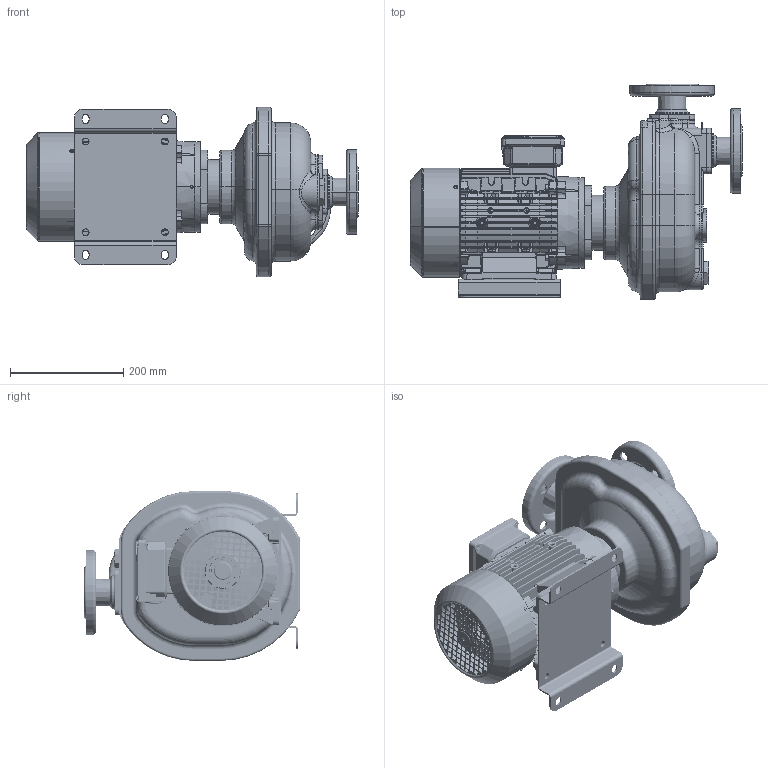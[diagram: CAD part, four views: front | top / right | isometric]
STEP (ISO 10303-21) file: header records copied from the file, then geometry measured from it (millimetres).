
FILE_DESCRIPTION((''),'2;1');
FILE_NAME('S_46_K_T_F','2017-12-07T12:49:24',('Nicola'),(''),'CREO PARAMETRIC BY PTC INC, 2017110','CREO PARAMETRIC BY PTC INC, 2017110','');
FILE_SCHEMA(('CONFIG_CONTROL_DESIGN'));
Products named in the file (1): S_46_K_T_F
Bounding box: 586.25 x 381 x 300 mm (x, y, z)
Volume: 16104727.5 mm3; surface area: 1226497.3 mm2
Topology: 2 solids, 4 shells, 5837 faces, 15615 edges, 9728 vertices
Faces by surface type: cylinder 1932, plane 1842, bspline 955, cone 622, torus 344, extrusion 80, sphere 62
Entity records: 286141 total; most frequent: CARTESIAN_POINT 150955, ORIENTED_EDGE 30876, DIRECTION 24295, EDGE_CURVE 15438, VERTEX_POINT 9724, AXIS2_PLACEMENT_3D 9141, EDGE_LOOP 6288, VECTOR 6013
